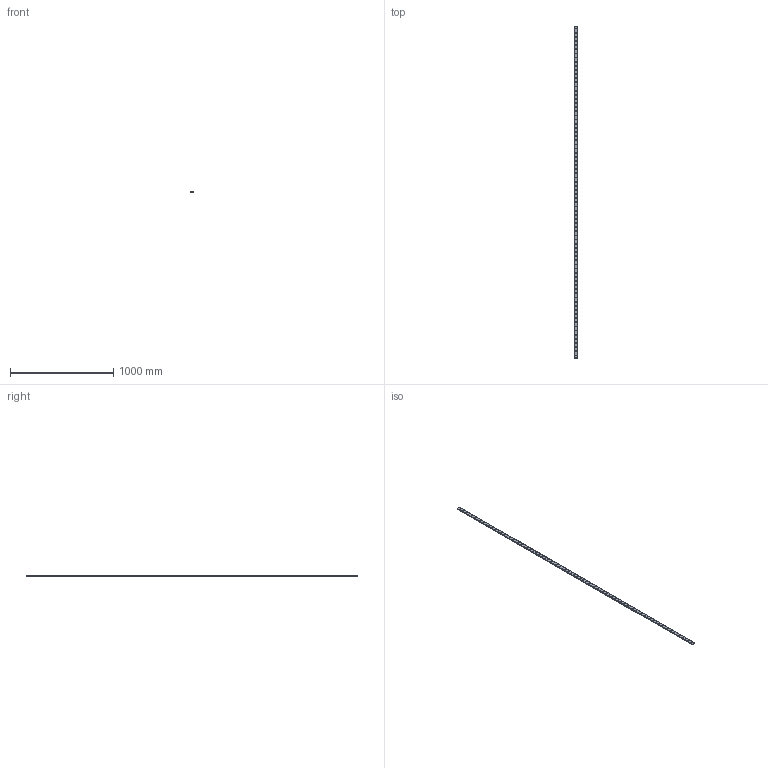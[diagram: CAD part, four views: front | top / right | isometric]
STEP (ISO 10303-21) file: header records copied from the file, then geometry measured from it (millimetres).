
FILE_DESCRIPTION(('STEP AP214'),'1');
FILE_NAME('cctmp_7A7D83CA-382E-48E6-8C76-981937E30433_2021_03_02_13_45_43_0931..stp','2021-03-02T12:45:44',('HIWIN GmbH'),('CADClick - www.CADClick.com'),'Spatial InterOp 3D',' ','unknown authorization');
FILE_SCHEMA(('AUTOMOTIVE_DESIGN'));
Length unit declared in the file: millimetre
Products named in the file (1): WER17R3210H_FILE
Bounding box: 33 x 3210 x 9.3 mm (x, y, z)
Volume: 886780.9 mm3; surface area: 313606.3 mm2
Topology: 1 solids, 1 shells, 1543 faces, 3171 edges, 2114 vertices
Faces by surface type: cylinder 978, plane 565
Entity records: 54069 total; most frequent: DIRECTION 8215, CARTESIAN_POINT 6829, ORIENTED_EDGE 6342, AXIS2_PLACEMENT_3D 3500, EDGE_CURVE 3171, VERTEX_POINT 2114, EDGE_LOOP 2027, CIRCLE 1956
